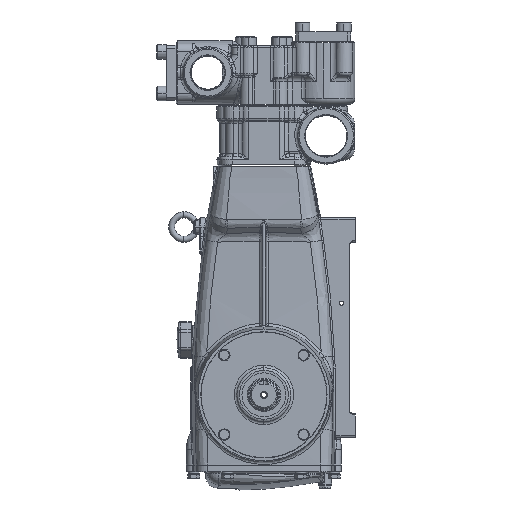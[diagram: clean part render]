
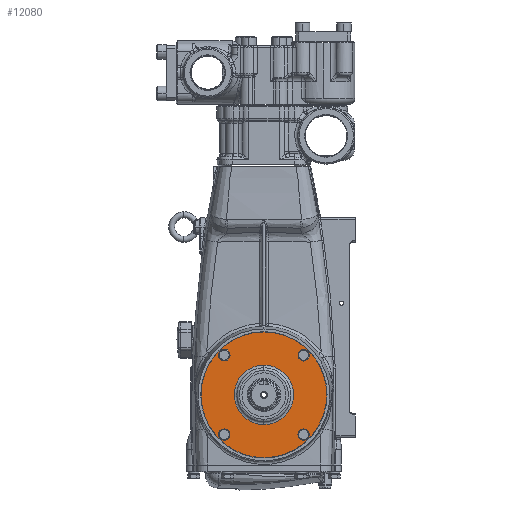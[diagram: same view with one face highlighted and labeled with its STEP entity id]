
A CAD part, left-side view. The second image highlights one B-rep face of the part: STEP entity #12080.
In plain terms, the highlighted planar face has unit normal (-1, 0, 0).
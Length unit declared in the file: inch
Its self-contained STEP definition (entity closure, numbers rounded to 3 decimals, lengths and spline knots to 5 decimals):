
#2503 = VERTEX_POINT ( 'NONE', #110098 ) ;
#3082 = EDGE_LOOP ( 'NONE', ( #69400, #63535 ) ) ;
#4519 = AXIS2_PLACEMENT_3D ( 'NONE', #23695, #118480, #60377 ) ;
#4625 = CIRCLE ( 'NONE', #24836, 0.21654 ) ;
#5836 = DIRECTION ( 'NONE',  ( 1., 0., 0. ) ) ;
#6479 = FACE_BOUND ( 'NONE', #121459, .T. ) ;
#7375 = CARTESIAN_POINT ( 'NONE',  ( -7.44094, 0., -1.91576 ) ) ;
#8991 = CARTESIAN_POINT ( 'NONE',  ( -7.44094, -2.56117, -2.56117 ) ) ;
#10622 = ORIENTED_EDGE ( 'NONE', *, *, #104620, .T. ) ;
#11333 = EDGE_CURVE ( 'NONE', #87287, #58638, #91338, .T. ) ;
#12063 = CARTESIAN_POINT ( 'NONE',  ( -7.44094, -2.77771, -2.56117 ) ) ;
#12080 = ADVANCED_FACE ( 'NONE', ( #101930, #44392, #119657, #61560, #6479, #62770 ), #53293, .F. ) ;
#16594 = AXIS2_PLACEMENT_3D ( 'NONE', #37282, #106139, #17710 ) ;
#17504 = EDGE_CURVE ( 'NONE', #99213, #2503, #90731, .T. ) ;
#17710 = DIRECTION ( 'NONE',  ( 0., 1., 0. ) ) ;
#18401 = DIRECTION ( 'NONE',  ( 1., 0., 0. ) ) ;
#18997 = DIRECTION ( 'NONE',  ( -1., 0., 0. ) ) ;
#22188 = AXIS2_PLACEMENT_3D ( 'NONE', #91611, #99877, #92839 ) ;
#22771 = CIRCLE ( 'NONE', #85271, 0.21654 ) ;
#23379 = CARTESIAN_POINT ( 'NONE',  ( -7.44094, 0., -4.05512 ) ) ;
#23635 = AXIS2_PLACEMENT_3D ( 'NONE', #105537, #18997, #58166 ) ;
#23695 = CARTESIAN_POINT ( 'NONE',  ( -7.44094, 0., 0. ) ) ;
#24365 = VERTEX_POINT ( 'NONE', #119609 ) ;
#24760 = AXIS2_PLACEMENT_3D ( 'NONE', #36176, #75976, #94903 ) ;
#24836 = AXIS2_PLACEMENT_3D ( 'NONE', #104318, #18401, #46804 ) ;
#25354 = ORIENTED_EDGE ( 'NONE', *, *, #121902, .T. ) ;
#25525 = ORIENTED_EDGE ( 'NONE', *, *, #85720, .T. ) ;
#27576 = VERTEX_POINT ( 'NONE', #37720 ) ;
#28509 = ORIENTED_EDGE ( 'NONE', *, *, #32425, .T. ) ;
#28720 = CARTESIAN_POINT ( 'NONE',  ( -7.44094, 2.56117, -2.56117 ) ) ;
#29982 = EDGE_CURVE ( 'NONE', #72581, #60390, #94993, .T. ) ;
#31003 = VERTEX_POINT ( 'NONE', #81684 ) ;
#32172 = VERTEX_POINT ( 'NONE', #92037 ) ;
#32425 = EDGE_CURVE ( 'NONE', #121094, #32172, #85265, .T. ) ;
#32874 = EDGE_CURVE ( 'NONE', #31003, #27576, #4625, .T. ) ;
#33138 = EDGE_LOOP ( 'NONE', ( #42544, #56905 ) ) ;
#34328 = DIRECTION ( 'NONE',  ( 0., 0., -1. ) ) ;
#34990 = CIRCLE ( 'NONE', #77298, 0.21654 ) ;
#35922 = EDGE_CURVE ( 'NONE', #32172, #121094, #61361, .T. ) ;
#36176 = CARTESIAN_POINT ( 'NONE',  ( -7.44094, 0., 0. ) ) ;
#36462 = CIRCLE ( 'NONE', #48521, 0.21654 ) ;
#37282 = CARTESIAN_POINT ( 'NONE',  ( -7.44094, 2.56117, 2.56117 ) ) ;
#37720 = CARTESIAN_POINT ( 'NONE',  ( -7.44094, 2.56117, -2.34464 ) ) ;
#39756 = CIRCLE ( 'NONE', #23635, 4.05512 ) ;
#39758 = EDGE_LOOP ( 'NONE', ( #54841, #10622 ) ) ;
#39999 = DIRECTION ( 'NONE',  ( 0., -1., 0. ) ) ;
#42544 = ORIENTED_EDGE ( 'NONE', *, *, #32874, .T. ) ;
#43173 = DIRECTION ( 'NONE',  ( 1., 0., 0. ) ) ;
#44392 = FACE_BOUND ( 'NONE', #3082, .T. ) ;
#45649 = CARTESIAN_POINT ( 'NONE',  ( -7.44094, 2.34464, 2.56117 ) ) ;
#45857 = EDGE_CURVE ( 'NONE', #27576, #31003, #22771, .T. ) ;
#46240 = DIRECTION ( 'NONE',  ( 0., 0., -1. ) ) ;
#46417 = EDGE_LOOP ( 'NONE', ( #25525, #25354 ) ) ;
#46804 = DIRECTION ( 'NONE',  ( 0., 0., -1. ) ) ;
#48521 = AXIS2_PLACEMENT_3D ( 'NONE', #123455, #77921, #57093 ) ;
#51243 = CARTESIAN_POINT ( 'NONE',  ( -7.44094, -2.34464, -2.56117 ) ) ;
#53293 = PLANE ( 'NONE',  #71228 ) ;
#53892 = CARTESIAN_POINT ( 'NONE',  ( -7.44094, 0., 0. ) ) ;
#54672 = CIRCLE ( 'NONE', #84988, 0.21654 ) ;
#54841 = ORIENTED_EDGE ( 'NONE', *, *, #11333, .T. ) ;
#56905 = ORIENTED_EDGE ( 'NONE', *, *, #45857, .T. ) ;
#57027 = CIRCLE ( 'NONE', #16594, 0.21654 ) ;
#57093 = DIRECTION ( 'NONE',  ( 0., 0., 1. ) ) ;
#57739 = CARTESIAN_POINT ( 'NONE',  ( -7.44094, -2.56117, -2.56117 ) ) ;
#58166 = DIRECTION ( 'NONE',  ( 0., 0., 1. ) ) ;
#58638 = VERTEX_POINT ( 'NONE', #23379 ) ;
#60377 = DIRECTION ( 'NONE',  ( 0., 0., -1. ) ) ;
#60390 = VERTEX_POINT ( 'NONE', #12063 ) ;
#61361 = CIRCLE ( 'NONE', #77491, 1.91576 ) ;
#61560 = FACE_BOUND ( 'NONE', #33138, .T. ) ;
#62770 = FACE_OUTER_BOUND ( 'NONE', #39758, .T. ) ;
#63535 = ORIENTED_EDGE ( 'NONE', *, *, #119278, .T. ) ;
#64767 = ORIENTED_EDGE ( 'NONE', *, *, #29982, .T. ) ;
#69400 = ORIENTED_EDGE ( 'NONE', *, *, #17504, .T. ) ;
#71010 = ORIENTED_EDGE ( 'NONE', *, *, #35922, .T. ) ;
#71228 = AXIS2_PLACEMENT_3D ( 'NONE', #100098, #43173, #34328 ) ;
#72581 = VERTEX_POINT ( 'NONE', #51243 ) ;
#73766 = CARTESIAN_POINT ( 'NONE',  ( -7.44094, 2.56117, 2.56117 ) ) ;
#75976 = DIRECTION ( 'NONE',  ( -1., 0., 0. ) ) ;
#77202 = VERTEX_POINT ( 'NONE', #45649 ) ;
#77298 = AXIS2_PLACEMENT_3D ( 'NONE', #8991, #107550, #106316 ) ;
#77491 = AXIS2_PLACEMENT_3D ( 'NONE', #53892, #5836, #46240 ) ;
#77921 = DIRECTION ( 'NONE',  ( 1., 0., 0. ) ) ;
#79339 = EDGE_LOOP ( 'NONE', ( #95510, #64767 ) ) ;
#79643 = CARTESIAN_POINT ( 'NONE',  ( -7.44094, -2.56117, 2.77771 ) ) ;
#81684 = CARTESIAN_POINT ( 'NONE',  ( -7.44094, 2.56117, -2.77771 ) ) ;
#84988 = AXIS2_PLACEMENT_3D ( 'NONE', #73766, #100356, #101581 ) ;
#85265 = CIRCLE ( 'NONE', #4519, 1.91576 ) ;
#85271 = AXIS2_PLACEMENT_3D ( 'NONE', #28720, #107677, #99443 ) ;
#85720 = EDGE_CURVE ( 'NONE', #24365, #77202, #57027, .T. ) ;
#86844 = EDGE_CURVE ( 'NONE', #60390, #72581, #34990, .T. ) ;
#87287 = VERTEX_POINT ( 'NONE', #111594 ) ;
#88045 = DIRECTION ( 'NONE',  ( 1., 0., 0. ) ) ;
#90731 = CIRCLE ( 'NONE', #22188, 0.21654 ) ;
#91338 = CIRCLE ( 'NONE', #24760, 4.05512 ) ;
#91611 = CARTESIAN_POINT ( 'NONE',  ( -7.44094, -2.56117, 2.56117 ) ) ;
#92037 = CARTESIAN_POINT ( 'NONE',  ( -7.44094, 0., 1.91576 ) ) ;
#92839 = DIRECTION ( 'NONE',  ( 0., 0., 1. ) ) ;
#94903 = DIRECTION ( 'NONE',  ( 0., 0., 1. ) ) ;
#94993 = CIRCLE ( 'NONE', #121227, 0.21654 ) ;
#95510 = ORIENTED_EDGE ( 'NONE', *, *, #86844, .T. ) ;
#99213 = VERTEX_POINT ( 'NONE', #79643 ) ;
#99443 = DIRECTION ( 'NONE',  ( 0., 0., -1. ) ) ;
#99877 = DIRECTION ( 'NONE',  ( 1., 0., 0. ) ) ;
#100098 = CARTESIAN_POINT ( 'NONE',  ( -7.44094, 4.05512, 0. ) ) ;
#100356 = DIRECTION ( 'NONE',  ( 1., 0., 0. ) ) ;
#101581 = DIRECTION ( 'NONE',  ( 0., 1., 0. ) ) ;
#101930 = FACE_BOUND ( 'NONE', #79339, .T. ) ;
#104318 = CARTESIAN_POINT ( 'NONE',  ( -7.44094, 2.56117, -2.56117 ) ) ;
#104620 = EDGE_CURVE ( 'NONE', #58638, #87287, #39756, .T. ) ;
#105537 = CARTESIAN_POINT ( 'NONE',  ( -7.44094, 0., 0. ) ) ;
#106139 = DIRECTION ( 'NONE',  ( 1., 0., 0. ) ) ;
#106316 = DIRECTION ( 'NONE',  ( 0., -1., 0. ) ) ;
#107550 = DIRECTION ( 'NONE',  ( 1., 0., 0. ) ) ;
#107677 = DIRECTION ( 'NONE',  ( 1., 0., 0. ) ) ;
#110098 = CARTESIAN_POINT ( 'NONE',  ( -7.44094, -2.56117, 2.34464 ) ) ;
#111594 = CARTESIAN_POINT ( 'NONE',  ( -7.44094, 0., 4.05512 ) ) ;
#118480 = DIRECTION ( 'NONE',  ( 1., 0., 0. ) ) ;
#119278 = EDGE_CURVE ( 'NONE', #2503, #99213, #36462, .T. ) ;
#119609 = CARTESIAN_POINT ( 'NONE',  ( -7.44094, 2.77771, 2.56117 ) ) ;
#119657 = FACE_BOUND ( 'NONE', #46417, .T. ) ;
#121094 = VERTEX_POINT ( 'NONE', #7375 ) ;
#121227 = AXIS2_PLACEMENT_3D ( 'NONE', #57739, #88045, #39999 ) ;
#121459 = EDGE_LOOP ( 'NONE', ( #28509, #71010 ) ) ;
#121902 = EDGE_CURVE ( 'NONE', #77202, #24365, #54672, .T. ) ;
#123455 = CARTESIAN_POINT ( 'NONE',  ( -7.44094, -2.56117, 2.56117 ) ) ;
